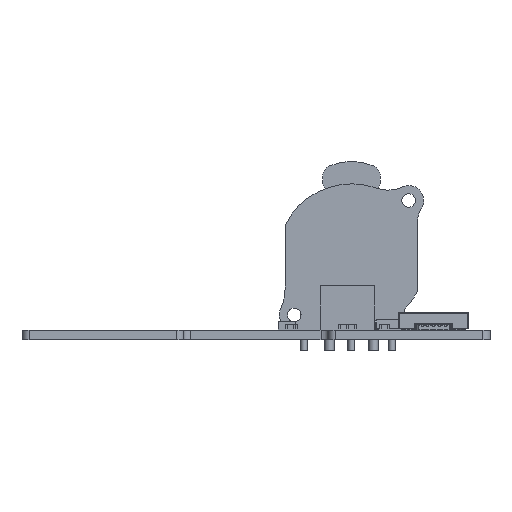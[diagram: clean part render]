
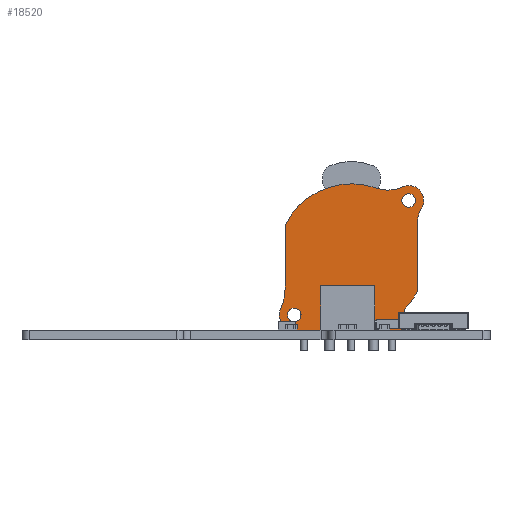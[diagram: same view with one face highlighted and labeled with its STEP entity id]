
A CAD part, front view. The second image highlights one B-rep face of the part: STEP entity #18520.
In plain terms, the highlighted face is planar.
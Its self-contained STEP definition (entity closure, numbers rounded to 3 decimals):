
#18476 = VERTEX_POINT('',#18477);
#18477 = CARTESIAN_POINT('',(11.075,9.9,19.5));
#18483 = EDGE_CURVE('',#18476,#18484,#18486,.T.);
#18484 = VERTEX_POINT('',#18485);
#18485 = CARTESIAN_POINT('',(8.725,9.9,19.5));
#18486 = CIRCLE('',#18487,1.175);
#18487 = AXIS2_PLACEMENT_3D('',#18488,#18489,#18490);
#18488 = CARTESIAN_POINT('',(9.9,9.9,19.5));
#18489 = DIRECTION('',(0.,0.,-1.));
#18490 = DIRECTION('',(1.,0.,0.));
#18508 = EDGE_CURVE('',#18484,#18476,#18509,.T.);
#18509 = CIRCLE('',#18510,1.175);
#18510 = AXIS2_PLACEMENT_3D('',#18511,#18512,#18513);
#18511 = CARTESIAN_POINT('',(9.9,9.9,19.5));
#18512 = DIRECTION('',(0.,0.,-1.));
#18513 = DIRECTION('',(-1.,0.,0.));
#18520 = ADVANCED_FACE('',(#18521,#18618,#18622),#18642,.T.);
#18521 = FACE_BOUND('',#18522,.F.);
#18522 = EDGE_LOOP('',(#18523,#18533,#18542,#18551,#18560,#18569,#18577,
    #18586,#18594,#18602,#18611));
#18523 = ORIENTED_EDGE('',*,*,#18524,.F.);
#18524 = EDGE_CURVE('',#18525,#18527,#18529,.T.);
#18525 = VERTEX_POINT('',#18526);
#18526 = CARTESIAN_POINT('',(-11.5,5.62,19.5));
#18527 = VERTEX_POINT('',#18528);
#18528 = CARTESIAN_POINT('',(-11.5,-5.406,19.5));
#18529 = LINE('',#18530,#18531);
#18530 = CARTESIAN_POINT('',(-11.5,5.62,19.5));
#18531 = VECTOR('',#18532,1.);
#18532 = DIRECTION('',(0.,-1.,0.));
#18533 = ORIENTED_EDGE('',*,*,#18534,.F.);
#18534 = EDGE_CURVE('',#18535,#18525,#18537,.T.);
#18535 = VERTEX_POINT('',#18536);
#18536 = CARTESIAN_POINT('',(4.292,12.059,19.5));
#18537 = CIRCLE('',#18538,12.8);
#18538 = AXIS2_PLACEMENT_3D('',#18539,#18540,#18541);
#18539 = CARTESIAN_POINT('',(0.,0.,19.5));
#18540 = DIRECTION('',(0.,0.,1.));
#18541 = DIRECTION('',(0.335,0.942,0.));
#18542 = ORIENTED_EDGE('',*,*,#18543,.F.);
#18543 = EDGE_CURVE('',#18544,#18535,#18546,.T.);
#18544 = VERTEX_POINT('',#18545);
#18545 = CARTESIAN_POINT('',(8.813,12.262,19.5));
#18546 = CIRCLE('',#18547,6.);
#18547 = AXIS2_PLACEMENT_3D('',#18548,#18549,#18550);
#18548 = CARTESIAN_POINT('',(6.303,17.712,19.5));
#18549 = DIRECTION('',(0.,0.,-1.));
#18550 = DIRECTION('',(0.418,-0.908,0.));
#18551 = ORIENTED_EDGE('',*,*,#18552,.F.);
#18552 = EDGE_CURVE('',#18553,#18544,#18555,.T.);
#18553 = VERTEX_POINT('',#18554);
#18554 = CARTESIAN_POINT('',(12.036,8.417,19.5));
#18555 = CIRCLE('',#18556,2.6);
#18556 = AXIS2_PLACEMENT_3D('',#18557,#18558,#18559);
#18557 = CARTESIAN_POINT('',(9.9,9.9,19.5));
#18558 = DIRECTION('',(0.,0.,1.));
#18559 = DIRECTION('',(0.821,-0.57,0.));
#18560 = ORIENTED_EDGE('',*,*,#18561,.F.);
#18561 = EDGE_CURVE('',#18562,#18553,#18564,.T.);
#18562 = VERTEX_POINT('',#18563);
#18563 = CARTESIAN_POINT('',(11.5,6.706,19.5));
#18564 = CIRCLE('',#18565,3.);
#18565 = AXIS2_PLACEMENT_3D('',#18566,#18567,#18568);
#18566 = CARTESIAN_POINT('',(14.5,6.706,19.5));
#18567 = DIRECTION('',(0.,0.,-1.));
#18568 = DIRECTION('',(-1.,0.,0.));
#18569 = ORIENTED_EDGE('',*,*,#18570,.F.);
#18570 = EDGE_CURVE('',#18571,#18562,#18573,.T.);
#18571 = VERTEX_POINT('',#18572);
#18572 = CARTESIAN_POINT('',(11.5,-5.62,19.5));
#18573 = LINE('',#18574,#18575);
#18574 = CARTESIAN_POINT('',(11.5,-5.62,19.5));
#18575 = VECTOR('',#18576,1.);
#18576 = DIRECTION('',(0.,1.,0.));
#18577 = ORIENTED_EDGE('',*,*,#18578,.F.);
#18578 = EDGE_CURVE('',#18579,#18571,#18581,.T.);
#18579 = VERTEX_POINT('',#18580);
#18580 = CARTESIAN_POINT('',(9.2,-8.899,19.5));
#18581 = CIRCLE('',#18582,12.8);
#18582 = AXIS2_PLACEMENT_3D('',#18583,#18584,#18585);
#18583 = CARTESIAN_POINT('',(0.,0.,19.5));
#18584 = DIRECTION('',(0.,0.,1.));
#18585 = DIRECTION('',(0.719,-0.695,0.));
#18586 = ORIENTED_EDGE('',*,*,#18587,.F.);
#18587 = EDGE_CURVE('',#18588,#18579,#18590,.T.);
#18588 = VERTEX_POINT('',#18589);
#18589 = CARTESIAN_POINT('',(9.2,-12.5,19.5));
#18590 = LINE('',#18591,#18592);
#18591 = CARTESIAN_POINT('',(9.2,-12.5,19.5));
#18592 = VECTOR('',#18593,1.);
#18593 = DIRECTION('',(0.,1.,0.));
#18594 = ORIENTED_EDGE('',*,*,#18595,.F.);
#18595 = EDGE_CURVE('',#18596,#18588,#18598,.T.);
#18596 = VERTEX_POINT('',#18597);
#18597 = CARTESIAN_POINT('',(-9.9,-12.5,19.5));
#18598 = LINE('',#18599,#18600);
#18599 = CARTESIAN_POINT('',(-9.9,-12.5,19.5));
#18600 = VECTOR('',#18601,1.);
#18601 = DIRECTION('',(1.,0.,0.));
#18602 = ORIENTED_EDGE('',*,*,#18603,.F.);
#18603 = EDGE_CURVE('',#18604,#18596,#18606,.T.);
#18604 = VERTEX_POINT('',#18605);
#18605 = CARTESIAN_POINT('',(-12.255,-8.798,19.5));
#18606 = CIRCLE('',#18607,2.6);
#18607 = AXIS2_PLACEMENT_3D('',#18608,#18609,#18610);
#18608 = CARTESIAN_POINT('',(-9.9,-9.9,19.5));
#18609 = DIRECTION('',(0.,0.,1.));
#18610 = DIRECTION('',(-0.906,0.424,0.));
#18611 = ORIENTED_EDGE('',*,*,#18612,.F.);
#18612 = EDGE_CURVE('',#18527,#18604,#18613,.T.);
#18613 = CIRCLE('',#18614,8.);
#18614 = AXIS2_PLACEMENT_3D('',#18615,#18616,#18617);
#18615 = CARTESIAN_POINT('',(-19.5,-5.406,19.5));
#18616 = DIRECTION('',(0.,0.,-1.));
#18617 = DIRECTION('',(1.,0.,0.));
#18618 = FACE_BOUND('',#18619,.F.);
#18619 = EDGE_LOOP('',(#18620,#18621));
#18620 = ORIENTED_EDGE('',*,*,#18483,.F.);
#18621 = ORIENTED_EDGE('',*,*,#18508,.F.);
#18622 = FACE_BOUND('',#18623,.F.);
#18623 = EDGE_LOOP('',(#18624,#18635));
#18624 = ORIENTED_EDGE('',*,*,#18625,.F.);
#18625 = EDGE_CURVE('',#18626,#18628,#18630,.T.);
#18626 = VERTEX_POINT('',#18627);
#18627 = CARTESIAN_POINT('',(-8.725,-9.9,19.5));
#18628 = VERTEX_POINT('',#18629);
#18629 = CARTESIAN_POINT('',(-11.075,-9.9,19.5));
#18630 = CIRCLE('',#18631,1.175);
#18631 = AXIS2_PLACEMENT_3D('',#18632,#18633,#18634);
#18632 = CARTESIAN_POINT('',(-9.9,-9.9,19.5));
#18633 = DIRECTION('',(0.,0.,-1.));
#18634 = DIRECTION('',(1.,0.,0.));
#18635 = ORIENTED_EDGE('',*,*,#18636,.F.);
#18636 = EDGE_CURVE('',#18628,#18626,#18637,.T.);
#18637 = CIRCLE('',#18638,1.175);
#18638 = AXIS2_PLACEMENT_3D('',#18639,#18640,#18641);
#18639 = CARTESIAN_POINT('',(-9.9,-9.9,19.5));
#18640 = DIRECTION('',(0.,0.,-1.));
#18641 = DIRECTION('',(-1.,0.,0.));
#18642 = PLANE('',#18643);
#18643 = AXIS2_PLACEMENT_3D('',#18644,#18645,#18646);
#18644 = CARTESIAN_POINT('',(0.,0.,19.5));
#18645 = DIRECTION('',(0.,0.,1.));
#18646 = DIRECTION('',(1.,0.,0.));
